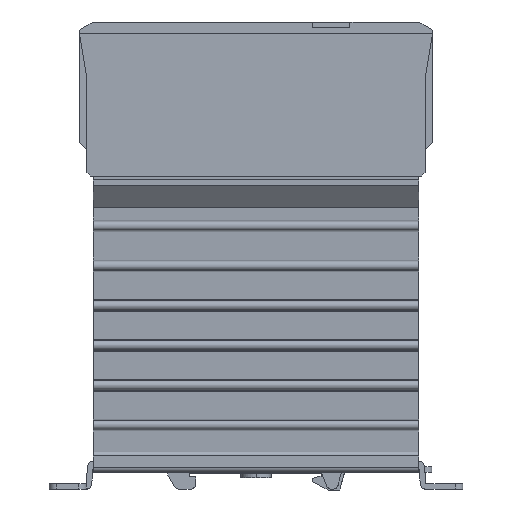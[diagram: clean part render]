
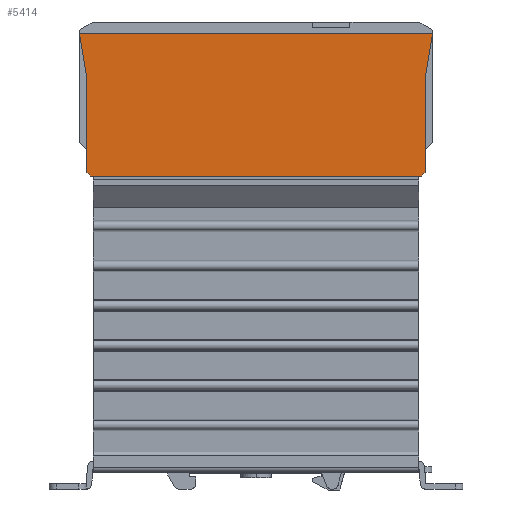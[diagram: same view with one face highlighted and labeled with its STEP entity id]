
A CAD part, left-side view. The second image highlights one B-rep face of the part: STEP entity #5414.
In plain terms, the highlighted planar face has unit normal (-1, 0, 0).
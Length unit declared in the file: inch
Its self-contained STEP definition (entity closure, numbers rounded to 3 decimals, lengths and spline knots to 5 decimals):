
#30 = DIRECTION ( 'NONE',  ( 0., 0., 1. ) ) ;
#77 = VECTOR ( 'NONE', #1244, 39.37008 ) ;
#179 = VERTEX_POINT ( 'NONE', #3291 ) ;
#970 = PLANE ( 'NONE',  #12009 ) ;
#1133 = LINE ( 'NONE', #3352, #6172 ) ;
#1208 = DIRECTION ( 'NONE',  ( 0., -0.707, 0.707 ) ) ;
#1244 = DIRECTION ( 'NONE',  ( 0., -1., 0. ) ) ;
#1414 = DIRECTION ( 'NONE',  ( 0., 0.707, 0.707 ) ) ;
#2125 = VECTOR ( 'NONE', #30, 39.37008 ) ;
#2279 = CARTESIAN_POINT ( 'NONE',  ( -0.88583, -1.85039, 0. ) ) ;
#2459 = CARTESIAN_POINT ( 'NONE',  ( -0.88583, -1.77165, 0.03937 ) ) ;
#2502 = CARTESIAN_POINT ( 'NONE',  ( -0.88583, -1.85039, 1.49606 ) ) ;
#2565 = VERTEX_POINT ( 'NONE', #2459 ) ;
#3286 = CARTESIAN_POINT ( 'NONE',  ( -0.88583, -1.77165, 1.49606 ) ) ;
#3291 = CARTESIAN_POINT ( 'NONE',  ( -0.88583, 1.85039, 1.49606 ) ) ;
#3352 = CARTESIAN_POINT ( 'NONE',  ( -0.88583, -1.77165, 0.03937 ) ) ;
#3702 = EDGE_CURVE ( 'NONE', #6247, #9248, #11795, .T. ) ;
#4572 = CARTESIAN_POINT ( 'NONE',  ( -0.88583, 1.77165, 1.49606 ) ) ;
#4736 = VECTOR ( 'NONE', #10864, 39.37008 ) ;
#4806 = VECTOR ( 'NONE', #1414, 39.37008 ) ;
#4876 = LINE ( 'NONE', #10140, #5332 ) ;
#4998 = ORIENTED_EDGE ( 'NONE', *, *, #3702, .F. ) ;
#5024 = ORIENTED_EDGE ( 'NONE', *, *, #9713, .T. ) ;
#5108 = DIRECTION ( 'NONE',  ( 0., -0.167, 0.986 ) ) ;
#5332 = VECTOR ( 'NONE', #9352, 39.37008 ) ;
#5414 = ADVANCED_FACE ( 'NONE', ( #11831 ), #970, .T. ) ;
#5463 = EDGE_CURVE ( 'NONE', #6247, #10831, #8569, .T. ) ;
#6023 = ORIENTED_EDGE ( 'NONE', *, *, #9362, .T. ) ;
#6172 = VECTOR ( 'NONE', #1208, 39.37008 ) ;
#6247 = VERTEX_POINT ( 'NONE', #6723 ) ;
#6333 = CARTESIAN_POINT ( 'NONE',  ( -0.88583, 0., 1.49606 ) ) ;
#6426 = DIRECTION ( 'NONE',  ( -1., 0., 0. ) ) ;
#6532 = CARTESIAN_POINT ( 'NONE',  ( -0.88583, 1.77165, 0.03937 ) ) ;
#6723 = CARTESIAN_POINT ( 'NONE',  ( -0.88583, 1.73228, 0. ) ) ;
#7560 = CARTESIAN_POINT ( 'NONE',  ( -0.88583, -1.73228, 0. ) ) ;
#7846 = CARTESIAN_POINT ( 'NONE',  ( -0.88583, 1.77165, 0.03937 ) ) ;
#8154 = CARTESIAN_POINT ( 'NONE',  ( -0.88583, -1.77165, 1.0315 ) ) ;
#8298 = LINE ( 'NONE', #8154, #12372 ) ;
#8412 = ORIENTED_EDGE ( 'NONE', *, *, #12882, .T. ) ;
#8569 = LINE ( 'NONE', #2279, #77 ) ;
#8594 = LINE ( 'NONE', #3286, #2125 ) ;
#9027 = EDGE_LOOP ( 'NONE', ( #6023, #11431, #10375, #8412, #4998, #12501, #5024, #10293 ) ) ;
#9142 = EDGE_CURVE ( 'NONE', #179, #12270, #13588, .T. ) ;
#9248 = VERTEX_POINT ( 'NONE', #7846 ) ;
#9352 = DIRECTION ( 'NONE',  ( 0., -0.167, -0.986 ) ) ;
#9362 = EDGE_CURVE ( 'NONE', #12411, #12270, #8298, .T. ) ;
#9713 = EDGE_CURVE ( 'NONE', #10831, #2565, #1133, .T. ) ;
#9961 = LINE ( 'NONE', #4572, #4736 ) ;
#10140 = CARTESIAN_POINT ( 'NONE',  ( -0.88583, 1.85039, 1.49606 ) ) ;
#10174 = CARTESIAN_POINT ( 'NONE',  ( -0.88583, -1.77165, 1.0315 ) ) ;
#10293 = ORIENTED_EDGE ( 'NONE', *, *, #13561, .T. ) ;
#10375 = ORIENTED_EDGE ( 'NONE', *, *, #12020, .T. ) ;
#10560 = DIRECTION ( 'NONE',  ( 0., -1., 0. ) ) ;
#10626 = VERTEX_POINT ( 'NONE', #13585 ) ;
#10831 = VERTEX_POINT ( 'NONE', #7560 ) ;
#10864 = DIRECTION ( 'NONE',  ( 0., 0., -1. ) ) ;
#11431 = ORIENTED_EDGE ( 'NONE', *, *, #9142, .F. ) ;
#11795 = LINE ( 'NONE', #6532, #4806 ) ;
#11831 = FACE_OUTER_BOUND ( 'NONE', #9027, .T. ) ;
#12009 = AXIS2_PLACEMENT_3D ( 'NONE', #12733, #6426, #13617 ) ;
#12020 = EDGE_CURVE ( 'NONE', #179, #10626, #4876, .T. ) ;
#12270 = VERTEX_POINT ( 'NONE', #2502 ) ;
#12372 = VECTOR ( 'NONE', #5108, 39.37008 ) ;
#12385 = VECTOR ( 'NONE', #10560, 39.37008 ) ;
#12411 = VERTEX_POINT ( 'NONE', #10174 ) ;
#12501 = ORIENTED_EDGE ( 'NONE', *, *, #5463, .T. ) ;
#12733 = CARTESIAN_POINT ( 'NONE',  ( -0.88583, -1.85039, 1.49606 ) ) ;
#12882 = EDGE_CURVE ( 'NONE', #10626, #9248, #9961, .T. ) ;
#13561 = EDGE_CURVE ( 'NONE', #2565, #12411, #8594, .T. ) ;
#13585 = CARTESIAN_POINT ( 'NONE',  ( -0.88583, 1.77165, 1.0315 ) ) ;
#13588 = LINE ( 'NONE', #6333, #12385 ) ;
#13617 = DIRECTION ( 'NONE',  ( 0., 0., 1. ) ) ;
